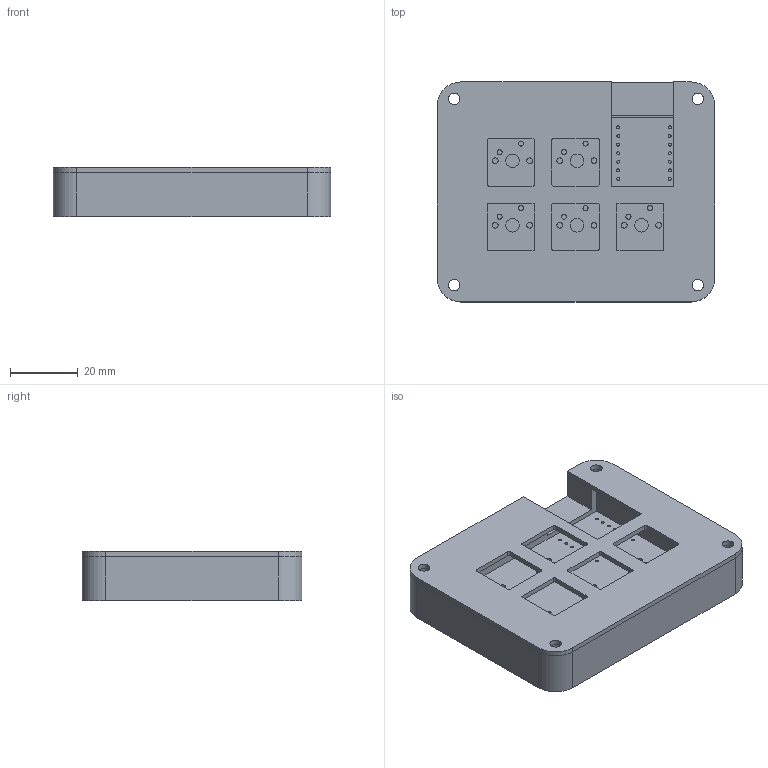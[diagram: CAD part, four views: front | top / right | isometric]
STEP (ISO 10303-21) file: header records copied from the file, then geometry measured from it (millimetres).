
FILE_DESCRIPTION(/* description */ (''),/* implementation_level */ '2;1');
FILE_NAME(/* name */ 'Full.step',/* time_stamp */ '2025-07-08T20:47:32-07:00',/* author */ (''),/* organization */ (''),/* preprocessor_version */ 'ST-DEVELOPER v20.1',/* originating_system */ 'Autodesk Translation Framework v14.4.0.0',/* authorisation */ '');
FILE_SCHEMA (('AUTOMOTIVE_DESIGN { 1 0 10303 214 3 1 1 }'));
Length unit declared in the file: inch
Products named in the file (7): Full case; A Top Case; PCB Case pt 2; 1st!! 1; 1st!!_PCB; A Bottom Case; PCB Case
Assembly tree (6 placements, depth 3):
  Full case
    A Top Case
      PCB Case pt 2
    1st!! 1
      1st!!_PCB
    A Bottom Case
      PCB Case
Bounding box: 82 x 65 x 14.5 mm (x, y, z)
Volume: 48172 mm3; surface area: 31033.1 mm2
Topology: 3 solids, 3 shells, 846 faces, 2439 edges, 1626 vertices
Faces by surface type: bspline 608, plane 159, cylinder 79
Full cylindrical faces by diameter (mm): 0.889 x14, 1.5 x10, 1.7 x10, 3.4 x8, 4 x5, 6 x4
Entity records: 33795 total; most frequent: CARTESIAN_POINT 15260, ORIENTED_EDGE 4878, EDGE_CURVE 2439, DIRECTION 1883, VERTEX_POINT 1626, B_SPLINE_CURVE_WITH_KNOTS 1216, LINE 1065, VECTOR 1065
